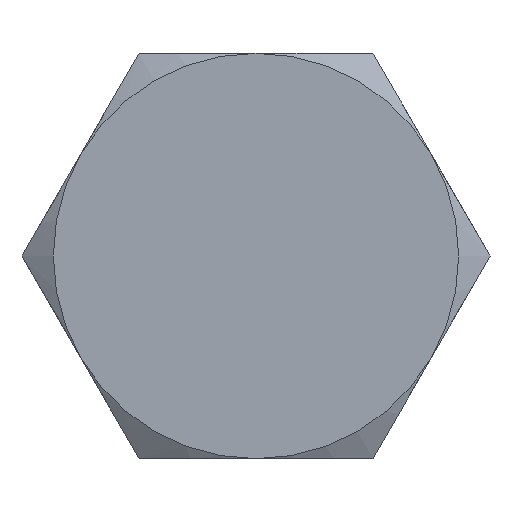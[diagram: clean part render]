
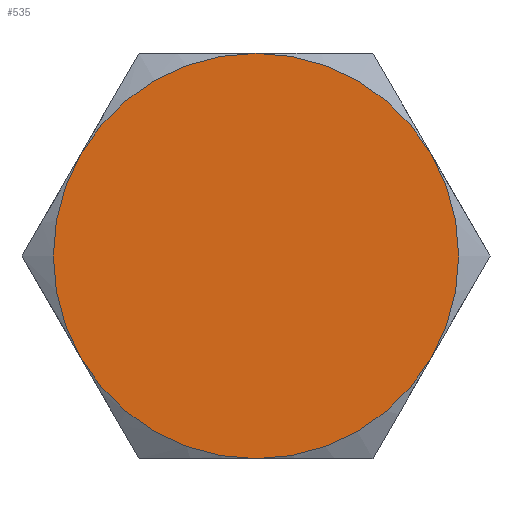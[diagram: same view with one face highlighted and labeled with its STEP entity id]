
A CAD part, left-side view. The second image highlights one B-rep face of the part: STEP entity #535.
In plain terms, the highlighted planar face has unit normal (-1, 0, 0).
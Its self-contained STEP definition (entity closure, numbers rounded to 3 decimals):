
#14 = PLANE ( 'NONE',  #429 ) ;
#16 = CARTESIAN_POINT ( 'NONE',  ( 0., 5.774, 0. ) ) ;
#28 = DIRECTION ( 'NONE',  ( 0., 0., 1. ) ) ;
#52 = DIRECTION ( 'NONE',  ( 0., 0., -1. ) ) ;
#54 = VERTEX_POINT ( 'NONE', #230 ) ;
#59 = DIRECTION ( 'NONE',  ( 1., 0., 0. ) ) ;
#76 = VERTEX_POINT ( 'NONE', #703 ) ;
#120 = DIRECTION ( 'NONE',  ( 0., 0., -1. ) ) ;
#159 = CARTESIAN_POINT ( 'NONE',  ( 0., 0., 0. ) ) ;
#161 = CIRCLE ( 'NONE', #559, 5. ) ;
#163 = CARTESIAN_POINT ( 'NONE',  ( 0., 0., 0. ) ) ;
#171 = DIRECTION ( 'NONE',  ( 1., 0., 0. ) ) ;
#174 = CARTESIAN_POINT ( 'NONE',  ( 0., 0., -5. ) ) ;
#180 = EDGE_CURVE ( 'NONE', #502, #376, #710, .T. ) ;
#205 = ORIENTED_EDGE ( 'NONE', *, *, #411, .F. ) ;
#216 = CIRCLE ( 'NONE', #457, 5. ) ;
#226 = ORIENTED_EDGE ( 'NONE', *, *, #650, .F. ) ;
#230 = CARTESIAN_POINT ( 'NONE',  ( 0., -4.33, -2.5 ) ) ;
#245 = EDGE_CURVE ( 'NONE', #54, #502, #308, .T. ) ;
#259 = CARTESIAN_POINT ( 'NONE',  ( 0., -4.33, 2.5 ) ) ;
#262 = CARTESIAN_POINT ( 'NONE',  ( 0., 0., 5. ) ) ;
#298 = DIRECTION ( 'NONE',  ( 0., 0., -1. ) ) ;
#308 = CIRCLE ( 'NONE', #520, 5. ) ;
#312 = CARTESIAN_POINT ( 'NONE',  ( 0., 0., 0. ) ) ;
#314 = DIRECTION ( 'NONE',  ( -1., 0., 0. ) ) ;
#323 = DIRECTION ( 'NONE',  ( 0., 0., -1. ) ) ;
#360 = CARTESIAN_POINT ( 'NONE',  ( 0., 0., 0. ) ) ;
#368 = EDGE_LOOP ( 'NONE', ( #634, #569, #721, #226, #679, #205 ) ) ;
#376 = VERTEX_POINT ( 'NONE', #521 ) ;
#401 = EDGE_CURVE ( 'NONE', #626, #54, #515, .T. ) ;
#403 = DIRECTION ( 'NONE',  ( 0., 0., -1. ) ) ;
#411 = EDGE_CURVE ( 'NONE', #376, #76, #216, .T. ) ;
#429 = AXIS2_PLACEMENT_3D ( 'NONE', #16, #472, #120 ) ;
#445 = DIRECTION ( 'NONE',  ( 1., 0., 0. ) ) ;
#457 = AXIS2_PLACEMENT_3D ( 'NONE', #360, #171, #52 ) ;
#468 = FACE_OUTER_BOUND ( 'NONE', #368, .T. ) ;
#472 = DIRECTION ( 'NONE',  ( 1., 0., 0. ) ) ;
#483 = AXIS2_PLACEMENT_3D ( 'NONE', #163, #59, #298 ) ;
#496 = DIRECTION ( 'NONE',  ( 0., 0., -1. ) ) ;
#498 = DIRECTION ( 'NONE',  ( 1., 0., 0. ) ) ;
#502 = VERTEX_POINT ( 'NONE', #174 ) ;
#513 = CIRCLE ( 'NONE', #596, 5. ) ;
#515 = CIRCLE ( 'NONE', #483, 5. ) ;
#520 = AXIS2_PLACEMENT_3D ( 'NONE', #159, #445, #403 ) ;
#521 = CARTESIAN_POINT ( 'NONE',  ( 0., 4.33, -2.5 ) ) ;
#535 = ADVANCED_FACE ( 'NONE', ( #468 ), #14, .F. ) ;
#552 = DIRECTION ( 'NONE',  ( 1., 0., 0. ) ) ;
#559 = AXIS2_PLACEMENT_3D ( 'NONE', #312, #314, #28 ) ;
#569 = ORIENTED_EDGE ( 'NONE', *, *, #245, .F. ) ;
#573 = EDGE_CURVE ( 'NONE', #736, #76, #161, .T. ) ;
#596 = AXIS2_PLACEMENT_3D ( 'NONE', #608, #498, #496 ) ;
#608 = CARTESIAN_POINT ( 'NONE',  ( 0., 0., 0. ) ) ;
#626 = VERTEX_POINT ( 'NONE', #259 ) ;
#634 = ORIENTED_EDGE ( 'NONE', *, *, #180, .F. ) ;
#650 = EDGE_CURVE ( 'NONE', #736, #626, #513, .T. ) ;
#661 = CARTESIAN_POINT ( 'NONE',  ( 0., 0., 0. ) ) ;
#671 = AXIS2_PLACEMENT_3D ( 'NONE', #661, #552, #323 ) ;
#679 = ORIENTED_EDGE ( 'NONE', *, *, #573, .T. ) ;
#703 = CARTESIAN_POINT ( 'NONE',  ( 0., 4.33, 2.5 ) ) ;
#710 = CIRCLE ( 'NONE', #671, 5. ) ;
#721 = ORIENTED_EDGE ( 'NONE', *, *, #401, .F. ) ;
#736 = VERTEX_POINT ( 'NONE', #262 ) ;
